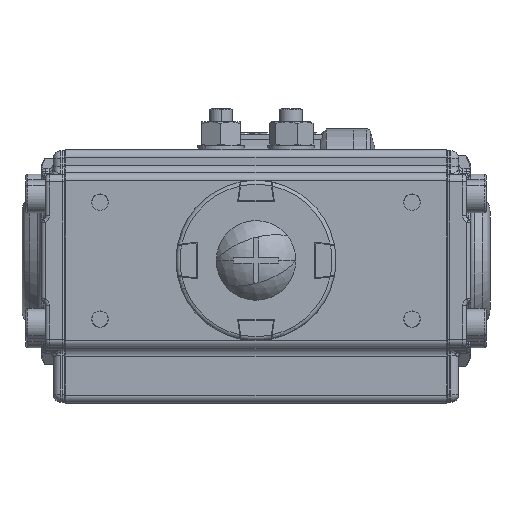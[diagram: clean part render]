
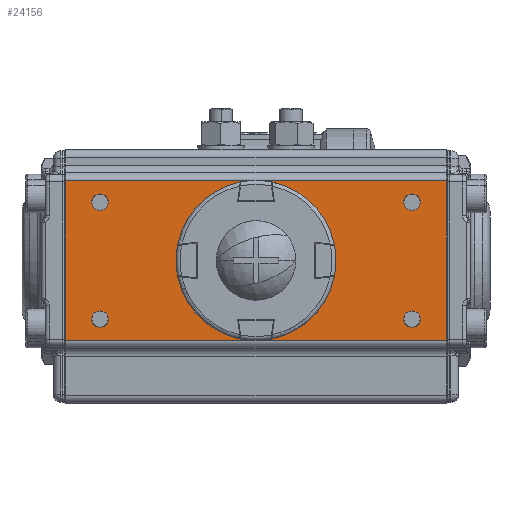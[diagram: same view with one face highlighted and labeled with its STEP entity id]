
A CAD part, top view. The second image highlights one B-rep face of the part: STEP entity #24156.
In plain terms, the highlighted planar face has unit normal (0, 0, 1).
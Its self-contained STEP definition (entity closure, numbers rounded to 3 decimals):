
#24017=CARTESIAN_POINT('',(-49.,-22.5,116.5));
#24018=DIRECTION('',(0.,-0.,-1.));
#24019=DIRECTION('',(0.,-1.,0.));
#24020=AXIS2_PLACEMENT_3D('',#24017,#24018,#24019);
#24021=PLANE('',#24020);
#24022=CARTESIAN_POINT('',(37.9,15.,116.5));
#24023=VERTEX_POINT('',#24022);
#24024=CARTESIAN_POINT('',(42.1,15.,116.5));
#24025=VERTEX_POINT('',#24024);
#24026=CARTESIAN_POINT('',(40.,15.,116.5));
#24027=DIRECTION('',(-0.,-0.,1.));
#24028=DIRECTION('',(-1.,-0.,-0.));
#24029=AXIS2_PLACEMENT_3D('',#24026,#24027,#24028);
#24030=CIRCLE('',#24029,2.1);
#24031=EDGE_CURVE('NONE',#24023,#24025,#24030,.T.);
#24032=ORIENTED_EDGE('',*,*,#24031,.F.);
#24033=CARTESIAN_POINT('',(40.,15.,116.5));
#24034=DIRECTION('',(-0.,-0.,1.));
#24035=DIRECTION('',(-1.,-0.,-0.));
#24036=AXIS2_PLACEMENT_3D('',#24033,#24034,#24035);
#24037=CIRCLE('',#24036,2.1);
#24038=EDGE_CURVE('NONE',#24025,#24023,#24037,.T.);
#24039=ORIENTED_EDGE('',*,*,#24038,.F.);
#24040=EDGE_LOOP('',(#24032,#24039));
#24041=FACE_BOUND('',#24040,.T.);
#24042=CARTESIAN_POINT('',(37.9,-15.,116.5));
#24043=VERTEX_POINT('',#24042);
#24044=CARTESIAN_POINT('',(42.1,-15.,116.5));
#24045=VERTEX_POINT('',#24044);
#24046=CARTESIAN_POINT('',(40.,-15.,116.5));
#24047=DIRECTION('',(-0.,-0.,1.));
#24048=DIRECTION('',(-1.,-0.,-0.));
#24049=AXIS2_PLACEMENT_3D('',#24046,#24047,#24048);
#24050=CIRCLE('',#24049,2.1);
#24051=EDGE_CURVE('NONE',#24043,#24045,#24050,.T.);
#24052=ORIENTED_EDGE('',*,*,#24051,.F.);
#24053=CARTESIAN_POINT('',(40.,-15.,116.5));
#24054=DIRECTION('',(-0.,-0.,1.));
#24055=DIRECTION('',(-1.,-0.,-0.));
#24056=AXIS2_PLACEMENT_3D('',#24053,#24054,#24055);
#24057=CIRCLE('',#24056,2.1);
#24058=EDGE_CURVE('NONE',#24045,#24043,#24057,.T.);
#24059=ORIENTED_EDGE('',*,*,#24058,.F.);
#24060=EDGE_LOOP('',(#24052,#24059));
#24061=FACE_BOUND('',#24060,.T.);
#24062=CARTESIAN_POINT('',(-42.1,-15.,116.5));
#24063=VERTEX_POINT('',#24062);
#24064=CARTESIAN_POINT('',(-37.9,-15.,116.5));
#24065=VERTEX_POINT('',#24064);
#24066=CARTESIAN_POINT('',(-40.,-15.,116.5));
#24067=DIRECTION('',(-0.,-0.,1.));
#24068=DIRECTION('',(-1.,-0.,-0.));
#24069=AXIS2_PLACEMENT_3D('',#24066,#24067,#24068);
#24070=CIRCLE('',#24069,2.1);
#24071=EDGE_CURVE('NONE',#24063,#24065,#24070,.T.);
#24072=ORIENTED_EDGE('',*,*,#24071,.F.);
#24073=CARTESIAN_POINT('',(-40.,-15.,116.5));
#24074=DIRECTION('',(-0.,-0.,1.));
#24075=DIRECTION('',(-1.,-0.,-0.));
#24076=AXIS2_PLACEMENT_3D('',#24073,#24074,#24075);
#24077=CIRCLE('',#24076,2.1);
#24078=EDGE_CURVE('NONE',#24065,#24063,#24077,.T.);
#24079=ORIENTED_EDGE('',*,*,#24078,.F.);
#24080=EDGE_LOOP('',(#24072,#24079));
#24081=FACE_BOUND('',#24080,.T.);
#24082=CARTESIAN_POINT('',(-42.1,15.,116.5));
#24083=VERTEX_POINT('',#24082);
#24084=CARTESIAN_POINT('',(-37.9,15.,116.5));
#24085=VERTEX_POINT('',#24084);
#24086=CARTESIAN_POINT('',(-40.,15.,116.5));
#24087=DIRECTION('',(-0.,-0.,1.));
#24088=DIRECTION('',(-1.,-0.,-0.));
#24089=AXIS2_PLACEMENT_3D('',#24086,#24087,#24088);
#24090=CIRCLE('',#24089,2.1);
#24091=EDGE_CURVE('NONE',#24083,#24085,#24090,.T.);
#24092=ORIENTED_EDGE('',*,*,#24091,.F.);
#24093=CARTESIAN_POINT('',(-40.,15.,116.5));
#24094=DIRECTION('',(-0.,-0.,1.));
#24095=DIRECTION('',(-1.,-0.,-0.));
#24096=AXIS2_PLACEMENT_3D('',#24093,#24094,#24095);
#24097=CIRCLE('',#24096,2.1);
#24098=EDGE_CURVE('NONE',#24085,#24083,#24097,.T.);
#24099=ORIENTED_EDGE('',*,*,#24098,.F.);
#24100=EDGE_LOOP('',(#24092,#24099));
#24101=FACE_BOUND('',#24100,.T.);
#24102=CARTESIAN_POINT('',(48.8,20.5,116.5));
#24103=VERTEX_POINT('',#24102);
#24104=CARTESIAN_POINT('',(-48.8,20.5,116.5));
#24105=VERTEX_POINT('',#24104);
#24106=CARTESIAN_POINT('',(48.8,20.5,116.5));
#24107=DIRECTION('',(-1.,-0.,-0.));
#24108=VECTOR('',#24107,97.6);
#24109=LINE('',#24106,#24108);
#24110=EDGE_CURVE('',#24103,#24105,#24109,.T.);
#24111=ORIENTED_EDGE('',*,*,#24110,.T.);
#24112=CARTESIAN_POINT('',(-48.8,-20.5,116.5));
#24113=VERTEX_POINT('',#24112);
#24114=CARTESIAN_POINT('',(-48.8,20.5,116.5));
#24115=DIRECTION('',(0.,-1.,0.));
#24116=VECTOR('',#24115,41.);
#24117=LINE('',#24114,#24116);
#24118=EDGE_CURVE('',#24105,#24113,#24117,.T.);
#24119=ORIENTED_EDGE('',*,*,#24118,.T.);
#24120=CARTESIAN_POINT('',(48.8,-20.5,116.5));
#24121=VERTEX_POINT('',#24120);
#24122=CARTESIAN_POINT('',(-48.8,-20.5,116.5));
#24123=DIRECTION('',(1.,0.,0.));
#24124=VECTOR('',#24123,97.6);
#24125=LINE('',#24122,#24124);
#24126=EDGE_CURVE('',#24113,#24121,#24125,.T.);
#24127=ORIENTED_EDGE('',*,*,#24126,.T.);
#24128=CARTESIAN_POINT('',(48.8,-20.5,116.5));
#24129=DIRECTION('',(-0.,1.,-0.));
#24130=VECTOR('',#24129,41.);
#24131=LINE('',#24128,#24130);
#24132=EDGE_CURVE('',#24121,#24103,#24131,.T.);
#24133=ORIENTED_EDGE('',*,*,#24132,.T.);
#24134=EDGE_LOOP('',(#24111,#24119,#24127,#24133));
#24135=FACE_BOUND('',#24134,.T.);
#24136=CARTESIAN_POINT('',(7.,0.,116.5));
#24137=VERTEX_POINT('',#24136);
#24138=CARTESIAN_POINT('',(-7.,0.,116.5));
#24139=VERTEX_POINT('',#24138);
#24140=CARTESIAN_POINT('',(-0.,0.,116.5));
#24141=DIRECTION('',(0.,-0.,-1.));
#24142=DIRECTION('',(1.,0.,0.));
#24143=AXIS2_PLACEMENT_3D('',#24140,#24141,#24142);
#24144=CIRCLE('',#24143,7.);
#24145=EDGE_CURVE('',#24137,#24139,#24144,.T.);
#24146=ORIENTED_EDGE('',*,*,#24145,.T.);
#24147=CARTESIAN_POINT('',(-0.,0.,116.5));
#24148=DIRECTION('',(0.,-0.,-1.));
#24149=DIRECTION('',(1.,0.,0.));
#24150=AXIS2_PLACEMENT_3D('',#24147,#24148,#24149);
#24151=CIRCLE('',#24150,7.);
#24152=EDGE_CURVE('',#24139,#24137,#24151,.T.);
#24153=ORIENTED_EDGE('',*,*,#24152,.T.);
#24154=EDGE_LOOP('',(#24146,#24153));
#24155=FACE_BOUND('',#24154,.T.);
#24156=ADVANCED_FACE('',(#24041,#24061,#24081,#24101,#24135,#24155),#24021,.F.);
